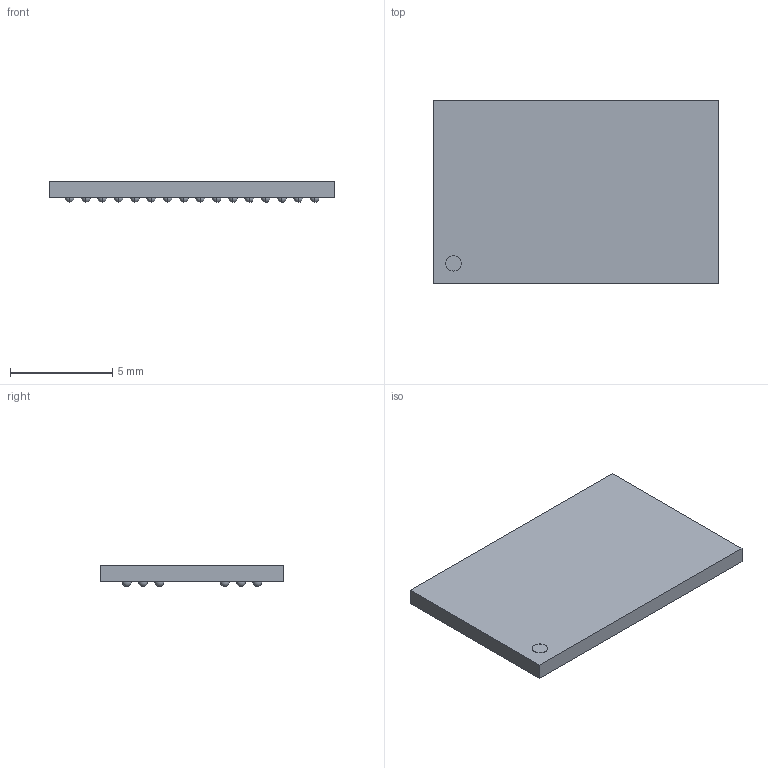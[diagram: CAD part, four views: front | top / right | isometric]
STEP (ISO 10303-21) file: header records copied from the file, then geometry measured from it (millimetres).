
FILE_DESCRIPTION((''),'2;1');
FILE_NAME('MICRON_2GB','2010-08-10T',('Simon'),(''),'PRO/ENGINEER BY PARAMETRIC TECHNOLOGY CORPORATION, 2008400','PRO/ENGINEER BY PARAMETRIC TECHNOLOGY CORPORATION, 2008400','');
FILE_SCHEMA(('AUTOMOTIVE_DESIGN_CC2 { 1 2 10303 214 -1 1 5 2 }'));
Length unit declared in the file: millimetre
Products named in the file (1): MICRON_2GB
Bounding box: 14 x 9 x 1.03 mm (x, y, z)
Volume: 103.1 mm3; surface area: 304.1 mm2
Topology: 1 solids, 1 shells, 201 faces, 594 edges, 300 vertices
Faces by surface type: sphere 192, plane 7, cylinder 2
Entity records: 6879 total; most frequent: DIRECTION 1192, CARTESIAN_POINT 903, ORIENTED_EDGE 804, AXIS2_PLACEMENT_3D 589, PRESENTATION_STYLE_ASSIGNMENT 403, STYLED_ITEM 403, CURVE_STYLE 402, EDGE_CURVE 402
